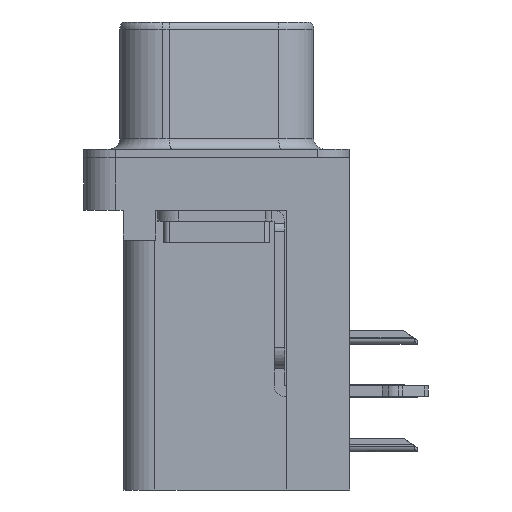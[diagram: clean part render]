
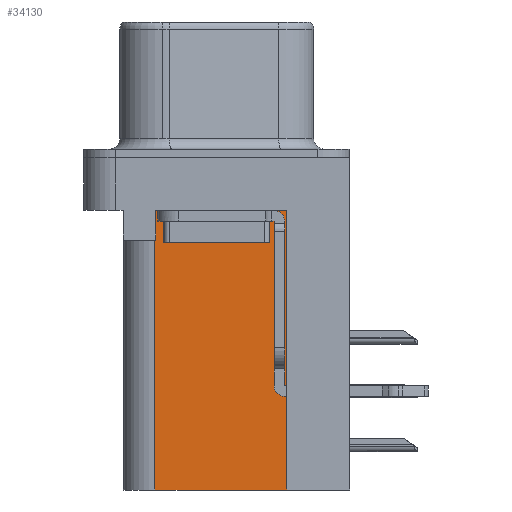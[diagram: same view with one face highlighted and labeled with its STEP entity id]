
A CAD part, left-side view. The second image highlights one B-rep face of the part: STEP entity #34130.
In plain terms, the highlighted planar face has unit normal (-1, 0, 0).
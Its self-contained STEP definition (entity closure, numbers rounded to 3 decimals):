
#259 = EDGE_CURVE ( 'NONE', #16907, #10606, #13652, .T. ) ;
#638 = EDGE_CURVE ( 'NONE', #16907, #24445, #10894, .T. ) ;
#1066 = PLANE ( 'NONE',  #18906 ) ;
#1295 = VERTEX_POINT ( 'NONE', #5645 ) ;
#1744 = ORIENTED_EDGE ( 'NONE', *, *, #638, .T. ) ;
#2140 = EDGE_CURVE ( 'NONE', #35415, #1295, #33241, .T. ) ;
#3782 = EDGE_CURVE ( 'NONE', #1295, #6876, #19488, .T. ) ;
#4033 = ORIENTED_EDGE ( 'NONE', *, *, #259, .F. ) ;
#4431 = DIRECTION ( 'NONE',  ( 0., 0., -1. ) ) ;
#4773 = CARTESIAN_POINT ( 'NONE',  ( 3.79, 2.895, -2.5 ) ) ;
#5267 = CARTESIAN_POINT ( 'NONE',  ( 3.79, -3.295, -15.7 ) ) ;
#5382 = DIRECTION ( 'NONE',  ( 0., 0., -1. ) ) ;
#5645 = CARTESIAN_POINT ( 'NONE',  ( 3.79, 2.895, -3.9 ) ) ;
#6876 = VERTEX_POINT ( 'NONE', #22071 ) ;
#7953 = DIRECTION ( 'NONE',  ( 0., 1., 0. ) ) ;
#8298 = CARTESIAN_POINT ( 'NONE',  ( 3.79, -3.295, -2.5 ) ) ;
#10067 = CARTESIAN_POINT ( 'NONE',  ( 3.79, 2.925, -15.7 ) ) ;
#10354 = EDGE_LOOP ( 'NONE', ( #15286, #20022, #16628, #20434, #4033, #1744 ) ) ;
#10421 = CARTESIAN_POINT ( 'NONE',  ( 3.79, -3.295, -15.7 ) ) ;
#10606 = VERTEX_POINT ( 'NONE', #10067 ) ;
#10801 = VECTOR ( 'NONE', #18174, 1000. ) ;
#10894 = LINE ( 'NONE', #24129, #10801 ) ;
#11523 = CARTESIAN_POINT ( 'NONE',  ( 3.79, 2.925, -15.7 ) ) ;
#12833 = CARTESIAN_POINT ( 'NONE',  ( 3.79, -3.295, -15.7 ) ) ;
#13183 = EDGE_CURVE ( 'NONE', #24445, #35415, #20359, .T. ) ;
#13576 = VECTOR ( 'NONE', #16510, 1000. ) ;
#13652 = LINE ( 'NONE', #5267, #13576 ) ;
#15286 = ORIENTED_EDGE ( 'NONE', *, *, #13183, .T. ) ;
#16510 = DIRECTION ( 'NONE',  ( 0., 1., 0. ) ) ;
#16628 = ORIENTED_EDGE ( 'NONE', *, *, #3782, .T. ) ;
#16907 = VERTEX_POINT ( 'NONE', #10421 ) ;
#18174 = DIRECTION ( 'NONE',  ( 0., 0., 1. ) ) ;
#18906 = AXIS2_PLACEMENT_3D ( 'NONE', #12833, #20892, #4431 ) ;
#19292 = VECTOR ( 'NONE', #7953, 1000. ) ;
#19488 = LINE ( 'NONE', #32633, #19292 ) ;
#20022 = ORIENTED_EDGE ( 'NONE', *, *, #2140, .T. ) ;
#20359 = LINE ( 'NONE', #8298, #20445 ) ;
#20434 = ORIENTED_EDGE ( 'NONE', *, *, #30050, .F. ) ;
#20445 = VECTOR ( 'NONE', #21761, 1000. ) ;
#20892 = DIRECTION ( 'NONE',  ( 1., 0., 0. ) ) ;
#21167 = VECTOR ( 'NONE', #29941, 1000. ) ;
#21761 = DIRECTION ( 'NONE',  ( 0., 1., 0. ) ) ;
#22071 = CARTESIAN_POINT ( 'NONE',  ( 3.79, 2.925, -3.9 ) ) ;
#24129 = CARTESIAN_POINT ( 'NONE',  ( 3.79, -3.295, -15.7 ) ) ;
#24445 = VERTEX_POINT ( 'NONE', #30080 ) ;
#29941 = DIRECTION ( 'NONE',  ( 0., 0., 1. ) ) ;
#30050 = EDGE_CURVE ( 'NONE', #10606, #6876, #34274, .T. ) ;
#30080 = CARTESIAN_POINT ( 'NONE',  ( 3.79, -3.295, -2.5 ) ) ;
#32052 = CARTESIAN_POINT ( 'NONE',  ( 3.79, 2.895, -3.9 ) ) ;
#32633 = CARTESIAN_POINT ( 'NONE',  ( 3.79, 0., -3.9 ) ) ;
#33145 = VECTOR ( 'NONE', #5382, 1000. ) ;
#33241 = LINE ( 'NONE', #32052, #33145 ) ;
#33292 = FACE_OUTER_BOUND ( 'NONE', #10354, .T. ) ;
#34130 = ADVANCED_FACE ( 'NONE', ( #33292 ), #1066, .F. ) ;
#34274 = LINE ( 'NONE', #11523, #21167 ) ;
#35415 = VERTEX_POINT ( 'NONE', #4773 ) ;
